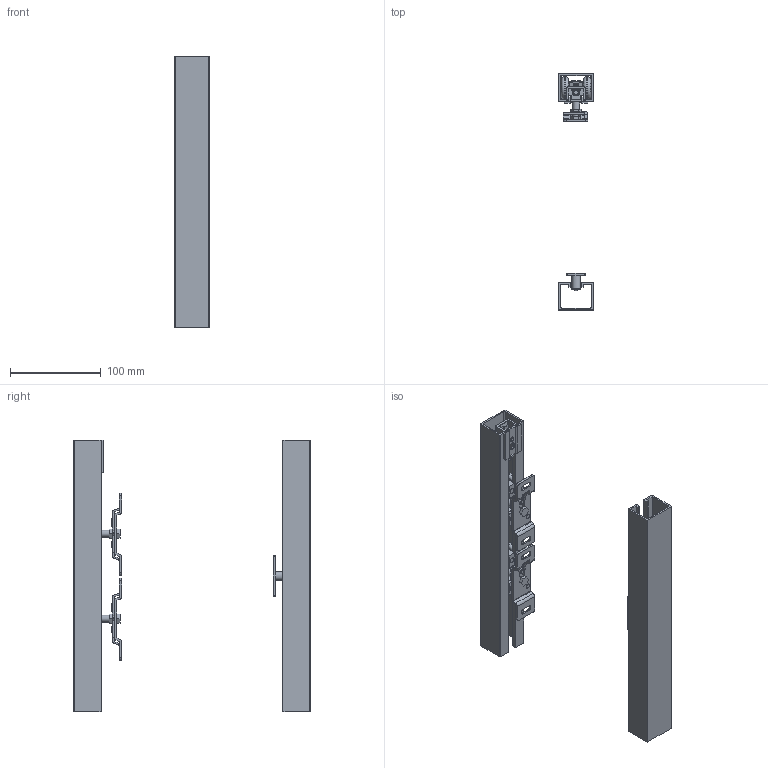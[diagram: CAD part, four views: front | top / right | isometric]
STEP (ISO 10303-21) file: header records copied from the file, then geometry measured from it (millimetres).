
FILE_DESCRIPTION(/* description */ (''),/* implementation_level */ '2;1');
FILE_NAME(/* name */ 'ROL-38.stp',/* time_stamp */ '2024-06-12T14:55:11+09:00',/* author */ ('user'),/* organization */ (''),/* preprocessor_version */ 'ST-DEVELOPER v15.6',/* originating_system */ 'Autodesk Inventor 2015',/* authorisation */ '');
FILE_SCHEMA (('AUTOMOTIVE_DESIGN { 1 0 10303 214 3 1 1 }'));
Length unit declared in the file: millimetre
Products named in the file (6): DR_ROL-38-RAIL; DR_ROL-38-CASTER; DR_ROL-38-H-BR; DR_ROL-38-STROPPER; DR_ROL-38-GUIDE; DR_ROL-38
Bounding box: 38 x 261 x 300 mm (x, y, z)
Volume: 229169.4 mm3; surface area: 202622.4 mm2
Topology: 24 solids, 24 shells, 700 faces, 1769 edges, 1169 vertices
Faces by surface type: plane 396, cylinder 253, torus 35, cone 10, sphere 3, bspline 3
Full cylindrical faces by diameter (mm): 4 x11, 4.134 x1, 5 x8, 5.5 x2, 6 x8, 6.647 x2, 7.5 x3, 7.7 x1, 8 x2, 8.5 x4, 9 x10, 9.8 x1, 11.5 x4, 12 x6, 14 x1, 25 x8
Entity records: 12798 total; most frequent: CARTESIAN_POINT 2253, DIRECTION 2215, ORIENTED_EDGE 2020, EDGE_CURVE 1010, AXIS2_PLACEMENT_3D 778, VERTEX_POINT 706, LINE 659, VECTOR 659
